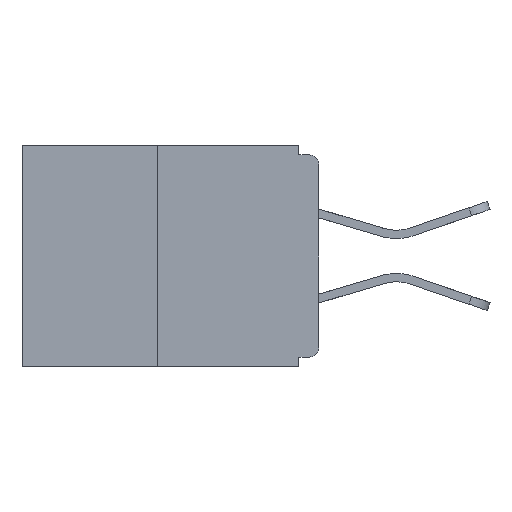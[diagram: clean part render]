
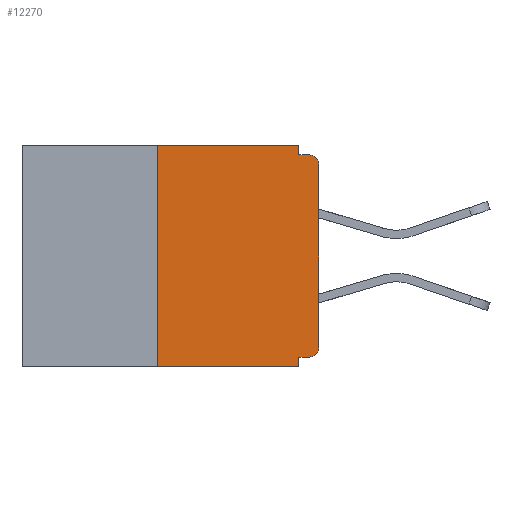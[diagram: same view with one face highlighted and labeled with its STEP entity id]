
A CAD part, left-side view. The second image highlights one B-rep face of the part: STEP entity #12270.
In plain terms, the highlighted planar face has unit normal (-1, 0, 0).
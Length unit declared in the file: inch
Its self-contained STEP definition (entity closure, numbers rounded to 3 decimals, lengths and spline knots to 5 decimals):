
#230 = EDGE_CURVE ( 'NONE', #827, #21534, #16140, .T. ) ;
#231 = ORIENTED_EDGE ( 'NONE', *, *, #23680, .F. ) ;
#827 = VERTEX_POINT ( 'NONE', #4576 ) ;
#1078 = CARTESIAN_POINT ( 'NONE',  ( 0., 0.25, 0. ) ) ;
#1768 = VECTOR ( 'NONE', #6519, 39.37008 ) ;
#1993 = EDGE_CURVE ( 'NONE', #19765, #21314, #8018, .T. ) ;
#2044 = DIRECTION ( 'NONE',  ( 0., 0., -1. ) ) ;
#2656 = ORIENTED_EDGE ( 'NONE', *, *, #3492, .F. ) ;
#2878 = LINE ( 'NONE', #7193, #13311 ) ;
#3092 = DIRECTION ( 'NONE',  ( 0., -1., 0. ) ) ;
#3276 = AXIS2_PLACEMENT_3D ( 'NONE', #18265, #22267, #26667 ) ;
#3492 = EDGE_CURVE ( 'NONE', #7803, #12733, #25420, .T. ) ;
#4576 = CARTESIAN_POINT ( 'NONE',  ( 0., 0.25, -0.343 ) ) ;
#4733 = DIRECTION ( 'NONE',  ( 0., -1., 0. ) ) ;
#5704 = CARTESIAN_POINT ( 'NONE',  ( 0., 0., -0.03 ) ) ;
#5743 = ORIENTED_EDGE ( 'NONE', *, *, #1993, .T. ) ;
#6011 = CARTESIAN_POINT ( 'NONE',  ( 0., 0., 0. ) ) ;
#6519 = DIRECTION ( 'NONE',  ( 0., -1., 0. ) ) ;
#6859 = CARTESIAN_POINT ( 'NONE',  ( 0., 0.015, -0.328 ) ) ;
#6960 = VERTEX_POINT ( 'NONE', #18034 ) ;
#7193 = CARTESIAN_POINT ( 'NONE',  ( 0., 0.031, -0.343 ) ) ;
#7209 = CARTESIAN_POINT ( 'NONE',  ( 0., 0.46, 0. ) ) ;
#7380 = CARTESIAN_POINT ( 'NONE',  ( 0., 0.25, 0. ) ) ;
#7803 = VERTEX_POINT ( 'NONE', #25484 ) ;
#8018 = CIRCLE ( 'NONE', #13861, 0.015 ) ;
#8118 = DIRECTION ( 'NONE',  ( 0., 0., 1. ) ) ;
#8574 = CARTESIAN_POINT ( 'NONE',  ( 0., 0.015, -0.015 ) ) ;
#8662 = LINE ( 'NONE', #11229, #11596 ) ;
#9215 = DIRECTION ( 'NONE',  ( 0., 0., -1. ) ) ;
#9241 = ORIENTED_EDGE ( 'NONE', *, *, #14792, .T. ) ;
#9544 = VECTOR ( 'NONE', #24499, 39.37008 ) ;
#9730 = CARTESIAN_POINT ( 'NONE',  ( 0., 0.031, -0.328 ) ) ;
#10264 = LINE ( 'NONE', #25207, #1768 ) ;
#10525 = VERTEX_POINT ( 'NONE', #6859 ) ;
#10609 = VECTOR ( 'NONE', #21758, 39.37008 ) ;
#11229 = CARTESIAN_POINT ( 'NONE',  ( 0., 0., -0.015 ) ) ;
#11338 = ORIENTED_EDGE ( 'NONE', *, *, #20832, .T. ) ;
#11596 = VECTOR ( 'NONE', #4733, 39.37008 ) ;
#12191 = EDGE_LOOP ( 'NONE', ( #24452, #23970, #11338, #231, #21262, #9241, #16641, #5743, #17159, #2656 ) ) ;
#12270 = ADVANCED_FACE ( 'NONE', ( #23325 ), #24613, .F. ) ;
#12733 = VERTEX_POINT ( 'NONE', #21790 ) ;
#12791 = CARTESIAN_POINT ( 'NONE',  ( 0., 0., -0.328 ) ) ;
#13311 = VECTOR ( 'NONE', #17534, 39.37008 ) ;
#13861 = AXIS2_PLACEMENT_3D ( 'NONE', #23928, #15493, #9215 ) ;
#14083 = EDGE_CURVE ( 'NONE', #6960, #19765, #19790, .T. ) ;
#14539 = CARTESIAN_POINT ( 'NONE',  ( 0., 0.015, -0.313 ) ) ;
#14792 = EDGE_CURVE ( 'NONE', #10525, #6960, #23014, .T. ) ;
#14838 = LINE ( 'NONE', #7209, #15831 ) ;
#15112 = EDGE_CURVE ( 'NONE', #10525, #16714, #24608, .T. ) ;
#15493 = DIRECTION ( 'NONE',  ( -1., 0., 0. ) ) ;
#15831 = VECTOR ( 'NONE', #3092, 39.37008 ) ;
#16140 = LINE ( 'NONE', #7380, #10609 ) ;
#16607 = DIRECTION ( 'NONE',  ( -1., 0., 0. ) ) ;
#16641 = ORIENTED_EDGE ( 'NONE', *, *, #14083, .T. ) ;
#16714 = VERTEX_POINT ( 'NONE', #9730 ) ;
#17159 = ORIENTED_EDGE ( 'NONE', *, *, #26048, .F. ) ;
#17534 = DIRECTION ( 'NONE',  ( 0., 0., -1. ) ) ;
#18034 = CARTESIAN_POINT ( 'NONE',  ( 0., 0., -0.313 ) ) ;
#18265 = CARTESIAN_POINT ( 'NONE',  ( 0., 0.46, 0. ) ) ;
#19128 = VECTOR ( 'NONE', #8118, 39.37008 ) ;
#19534 = AXIS2_PLACEMENT_3D ( 'NONE', #14539, #16607, #2044 ) ;
#19765 = VERTEX_POINT ( 'NONE', #5704 ) ;
#19790 = LINE ( 'NONE', #6011, #19128 ) ;
#19908 = EDGE_CURVE ( 'NONE', #21534, #7803, #14838, .T. ) ;
#20260 = CARTESIAN_POINT ( 'NONE',  ( 0., 0.031, 0. ) ) ;
#20304 = VERTEX_POINT ( 'NONE', #23137 ) ;
#20832 = EDGE_CURVE ( 'NONE', #827, #20304, #10264, .T. ) ;
#20897 = DIRECTION ( 'NONE',  ( 0., 1., 0. ) ) ;
#21262 = ORIENTED_EDGE ( 'NONE', *, *, #15112, .F. ) ;
#21314 = VERTEX_POINT ( 'NONE', #8574 ) ;
#21534 = VERTEX_POINT ( 'NONE', #1078 ) ;
#21703 = VECTOR ( 'NONE', #20897, 39.37008 ) ;
#21758 = DIRECTION ( 'NONE',  ( 0., 0., 1. ) ) ;
#21790 = CARTESIAN_POINT ( 'NONE',  ( 0., 0.031, -0.015 ) ) ;
#22267 = DIRECTION ( 'NONE',  ( 1., 0., 0. ) ) ;
#23014 = CIRCLE ( 'NONE', #19534, 0.015 ) ;
#23137 = CARTESIAN_POINT ( 'NONE',  ( 0., 0.031, -0.343 ) ) ;
#23325 = FACE_OUTER_BOUND ( 'NONE', #12191, .T. ) ;
#23680 = EDGE_CURVE ( 'NONE', #16714, #20304, #2878, .T. ) ;
#23928 = CARTESIAN_POINT ( 'NONE',  ( 0., 0.015, -0.03 ) ) ;
#23970 = ORIENTED_EDGE ( 'NONE', *, *, #230, .F. ) ;
#24452 = ORIENTED_EDGE ( 'NONE', *, *, #19908, .F. ) ;
#24499 = DIRECTION ( 'NONE',  ( 0., 0., -1. ) ) ;
#24608 = LINE ( 'NONE', #12791, #21703 ) ;
#24613 = PLANE ( 'NONE',  #3276 ) ;
#25207 = CARTESIAN_POINT ( 'NONE',  ( 0., 0.46, -0.343 ) ) ;
#25420 = LINE ( 'NONE', #20260, #9544 ) ;
#25484 = CARTESIAN_POINT ( 'NONE',  ( 0., 0.031, 0. ) ) ;
#26048 = EDGE_CURVE ( 'NONE', #12733, #21314, #8662, .T. ) ;
#26667 = DIRECTION ( 'NONE',  ( 0., 0., -1. ) ) ;
